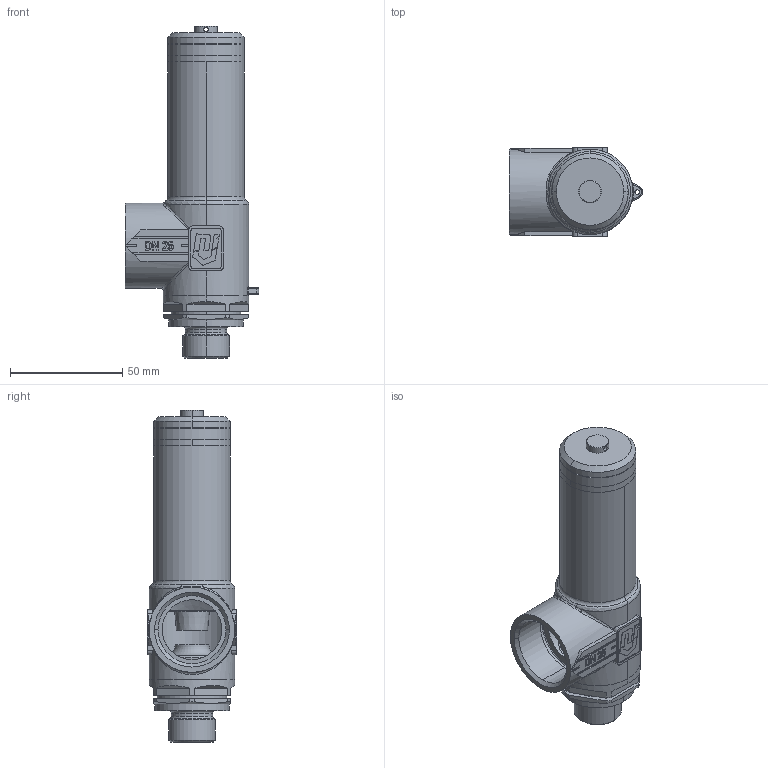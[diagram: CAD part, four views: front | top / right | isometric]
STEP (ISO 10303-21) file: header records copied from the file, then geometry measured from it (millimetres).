
FILE_DESCRIPTION(('HOOPS Exchange Step'),'2;1');
FILE_NAME('SV1800-DN15-1-2-x-1.stp','2025-02-10T10:29:17+01:00',('nieru'),('Unknown organisation'),'HOOPS Exchange 2024.2','HOOPS Exchange','Unknown authorisation');
FILE_SCHEMA( ('AP203_CONFIGURATION_CONTROLLED_3D_DESIGN_OF_MECHANICAL_PARTS_AND_ASSEMBLIES_MIM_LF') );
Length unit declared in the file: millimetre
Products named in the file (2): 0; root
Assembly tree (1 placements, depth 2):
  root
    0
Bounding box: 59.5 x 40 x 147.8 mm (x, y, z)
Volume: 75327.4 mm3; surface area: 43068.6 mm2
Topology: 4 solids, 4 shells, 572 faces, 1477 edges, 947 vertices
Faces by surface type: plane 251, bspline 136, cylinder 107, torus 41, cone 37
Full cylindrical faces by diameter (mm): 34 x1
Entity records: 24467 total; most frequent: CARTESIAN_POINT 11489, ORIENTED_EDGE 2946, DIRECTION 2209, EDGE_CURVE 1473, VERTEX_POINT 947, VECTOR 747, LINE 747, AXIS2_PLACEMENT_3D 731
